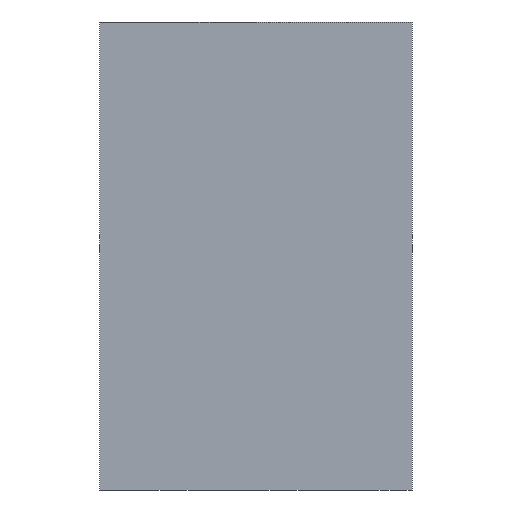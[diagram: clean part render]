
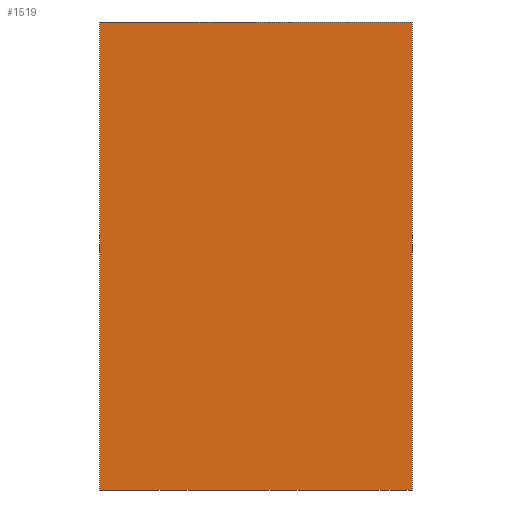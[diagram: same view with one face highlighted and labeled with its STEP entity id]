
A CAD part, front view. The second image highlights one B-rep face of the part: STEP entity #1519.
In plain terms, the highlighted planar face has unit normal (0, -1, 0).
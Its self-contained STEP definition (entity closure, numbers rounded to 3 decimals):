
#153 = CARTESIAN_POINT ( 'NONE',  ( -45.479, 8.417, 60. ) ) ;
#156 = DIRECTION ( 'NONE',  ( 0., 1., 0. ) ) ;
#167 = PLANE ( 'NONE',  #526 ) ;
#190 = DIRECTION ( 'NONE',  ( 0., 0., 1. ) ) ;
#526 = AXIS2_PLACEMENT_3D ( 'NONE', #153, #156, #190 ) ;
#1093 = DIRECTION ( 'NONE',  ( 1., 0., 0. ) ) ;
#1109 = CARTESIAN_POINT ( 'NONE',  ( -45.479, 8.417, 60. ) ) ;
#1117 = DIRECTION ( 'NONE',  ( 0., 0., -1. ) ) ;
#1143 = CARTESIAN_POINT ( 'NONE',  ( -5.479, 8.417, 60. ) ) ;
#1145 = CARTESIAN_POINT ( 'NONE',  ( -45.479, 8.417, 0. ) ) ;
#1153 = DIRECTION ( 'NONE',  ( 1., 0., 0. ) ) ;
#1158 = CARTESIAN_POINT ( 'NONE',  ( -45.479, 8.417, 60. ) ) ;
#1159 = DIRECTION ( 'NONE',  ( 0., 0., -1. ) ) ;
#1519 = ADVANCED_FACE ( 'NONE', ( #1830 ), #167, .F. ) ;
#1830 = FACE_OUTER_BOUND ( 'NONE', #2377, .T. ) ;
#1850 = LINE ( 'NONE', #1109, #1893 ) ;
#1867 = LINE ( 'NONE', #1143, #1870 ) ;
#1870 = VECTOR ( 'NONE', #1117, 1000. ) ;
#1893 = VECTOR ( 'NONE', #1093, 1000. ) ;
#1936 = LINE ( 'NONE', #1158, #1960 ) ;
#1937 = LINE ( 'NONE', #1145, #1961 ) ;
#1960 = VECTOR ( 'NONE', #1159, 1000. ) ;
#1961 = VECTOR ( 'NONE', #1153, 1000. ) ;
#1985 = CARTESIAN_POINT ( 'NONE',  ( -45.479, 8.417, 0. ) ) ;
#1987 = CARTESIAN_POINT ( 'NONE',  ( -5.479, 8.417, 60. ) ) ;
#2011 = CARTESIAN_POINT ( 'NONE',  ( -45.479, 8.417, 60. ) ) ;
#2021 = CARTESIAN_POINT ( 'NONE',  ( -5.479, 8.417, 0. ) ) ;
#2377 = EDGE_LOOP ( 'NONE', ( #2681, #2708, #2739, #2725 ) ) ;
#2681 = ORIENTED_EDGE ( 'NONE', *, *, #3241, .T. ) ;
#2708 = ORIENTED_EDGE ( 'NONE', *, *, #3230, .F. ) ;
#2725 = ORIENTED_EDGE ( 'NONE', *, *, #3251, .T. ) ;
#2739 = ORIENTED_EDGE ( 'NONE', *, *, #3206, .F. ) ;
#2911 = VERTEX_POINT ( 'NONE', #2021 ) ;
#2918 = VERTEX_POINT ( 'NONE', #1985 ) ;
#2921 = VERTEX_POINT ( 'NONE', #2011 ) ;
#2927 = VERTEX_POINT ( 'NONE', #1987 ) ;
#3206 = EDGE_CURVE ( 'NONE', #2921, #2927, #1850, .T. ) ;
#3230 = EDGE_CURVE ( 'NONE', #2927, #2911, #1867, .T. ) ;
#3241 = EDGE_CURVE ( 'NONE', #2918, #2911, #1937, .T. ) ;
#3251 = EDGE_CURVE ( 'NONE', #2921, #2918, #1936, .T. ) ;
